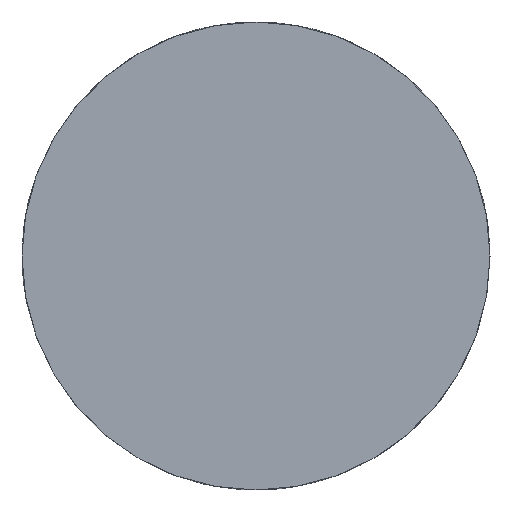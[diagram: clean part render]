
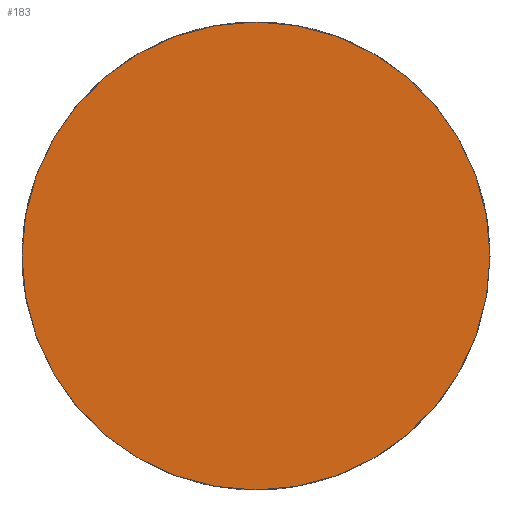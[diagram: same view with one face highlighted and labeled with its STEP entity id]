
A CAD part, left-side view. The second image highlights one B-rep face of the part: STEP entity #183.
In plain terms, the highlighted planar face has unit normal (-1, 0, 0).
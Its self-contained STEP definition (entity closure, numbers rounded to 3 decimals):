
#25=CIRCLE('',#226,3.);
#37=FACE_OUTER_BOUND('',#49,.T.);
#49=EDGE_LOOP('',(#150));
#94=VERTEX_POINT('',#331);
#117=EDGE_CURVE('',#94,#94,#25,.T.);
#150=ORIENTED_EDGE('',*,*,#117,.F.);
#174=PLANE('',#225);
#183=ADVANCED_FACE('',(#37),#174,.F.);
#225=AXIS2_PLACEMENT_3D('',#330,#277,#278);
#226=AXIS2_PLACEMENT_3D('',#332,#279,#280);
#277=DIRECTION('center_axis',(1.,0.,0.));
#278=DIRECTION('ref_axis',(0.,1.,0.));
#279=DIRECTION('center_axis',(1.,0.,0.));
#280=DIRECTION('ref_axis',(0.,1.,0.));
#330=CARTESIAN_POINT('Origin',(-129.95,16.4,3.));
#331=CARTESIAN_POINT('',(-129.95,13.4,3.));
#332=CARTESIAN_POINT('Origin',(-129.95,16.4,3.));
